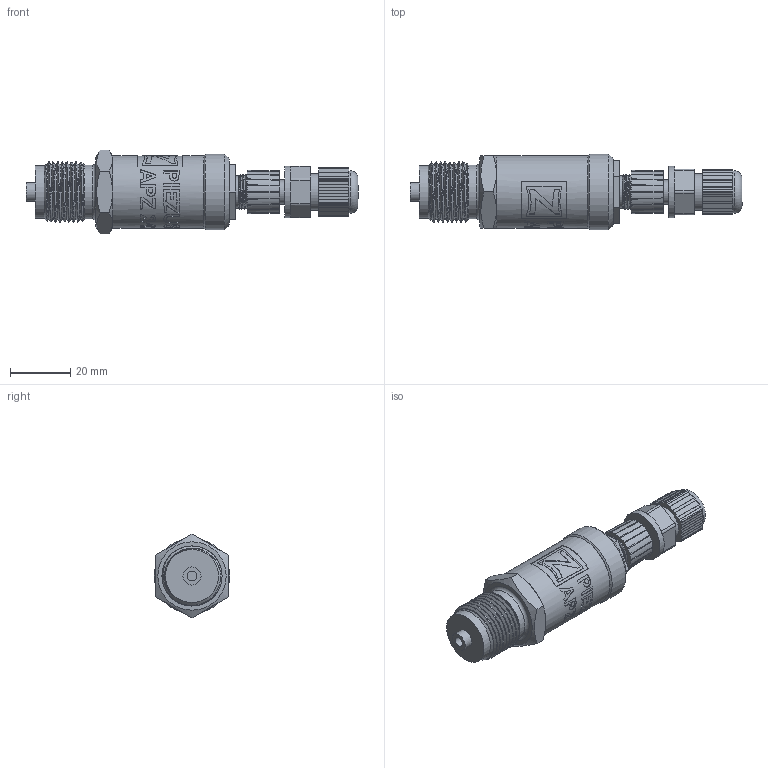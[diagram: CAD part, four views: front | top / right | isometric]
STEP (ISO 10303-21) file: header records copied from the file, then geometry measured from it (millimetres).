
FILE_DESCRIPTION(/* description */ (''),/* implementation_level */ '2;1');
FILE_NAME(/* name */ 'APZ2422_M20x1,5EN_M12x1-straight.step',/* time_stamp */ '2021-07-16T16:33:06+03:00',/* author */ (''),/* organization */ (''),/* preprocessor_version */ 'ST-DEVELOPER v18.1',/* originating_system */ 'Autodesk Translation Framework v10.9.0.1377',/* authorisation */ '');
FILE_SCHEMA (('AUTOMOTIVE_DESIGN { 1 0 10303 214 3 1 1 }'));
Products named in the file (6): АПЗ 2422 - filled m20 and g1\2; M20x1,5 EN; Адаптер М12х1; M12x1 assembly v4; M12x1 female straight v9; M12x1 male v16
Assembly tree (5 placements, depth 3):
  АПЗ 2422 - filled m20 and g1\2
    M20x1,5 EN
    Адаптер М12х1
    M12x1 assembly v4
      M12x1 female straight v9
      M12x1 male v16
Bounding box: 109.8 x 25 x 27.71 mm (x, y, z)
Volume: 33137.4 mm3; surface area: 14906.1 mm2
Topology: 15 solids, 15 shells, 772 faces, 2088 edges, 1383 vertices
Faces by surface type: bspline 335, plane 254, cylinder 140, cone 37, torus 6
Full cylindrical faces by diameter (mm): 1 x12, 1.5 x4, 3.3 x1, 6 x1, 7.3 x1, 8 x3, 8.2 x1, 10.293 x1, 10.6 x2, 10.741 x6, 11.884 x5, 12 x1, 14 x2, 14.137 x4, 14.526 x7, 15.85 x3, 16.203 x8, 17 x1, 17.5 x1, 17.8 x1, 18.137 x8, 19.85 x7, 22.15 x2, 22.65 x4, 24 x1, 25 x1
Entity records: 38991 total; most frequent: CARTESIAN_POINT 21755, ORIENTED_EDGE 4176, DIRECTION 2417, EDGE_CURVE 2088, VERTEX_POINT 1383, LINE 961, VECTOR 961, B_SPLINE_CURVE_WITH_KNOTS 834
